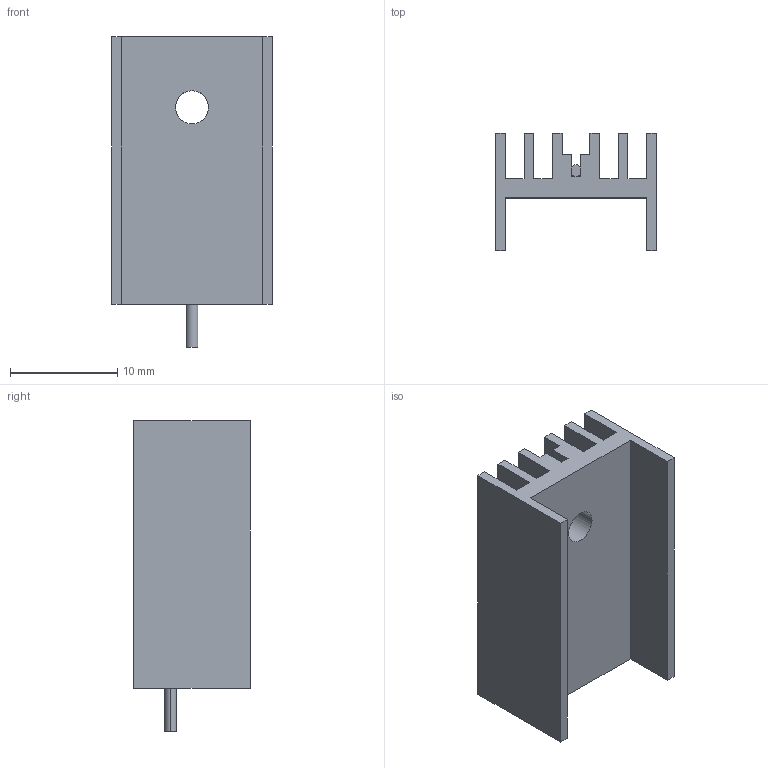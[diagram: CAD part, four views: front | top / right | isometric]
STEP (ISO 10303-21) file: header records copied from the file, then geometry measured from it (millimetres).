
FILE_DESCRIPTION (( 'STEP AP214' ), '1' );
FILE_NAME ('冓儰僗闉.STEP', '2022-12-30T11:29:06', ( '' ), ( '' ), 'SwSTEP 2.0', 'SolidWorks 2021', '' );
FILE_SCHEMA (( 'AUTOMOTIVE_DESIGN' ));
Length unit declared in the file: millimetre
Products named in the file (3): ________.STEP; Òðàíçèñòîð ñèëîâîé.STEP; 冓儰僗闉
Assembly tree (2 placements, depth 3):
  冓儰僗闉
    Òðàíçèñòîð ñèëîâîé.STEP
      ________.STEP
Bounding box: 15 x 10.91 x 29 mm (x, y, z)
Volume: 1552 mm3; surface area: 2755.2 mm2
Topology: 2 solids, 2 shells, 47 faces, 132 edges, 88 vertices
Faces by surface type: plane 43, cylinder 4
Entity records: 1607 total; most frequent: CARTESIAN_POINT 273, ORIENTED_EDGE 264, DIRECTION 254, EDGE_CURVE 132, VECTOR 116, LINE 116, VERTEX_POINT 88, AXIS2_PLACEMENT_3D 69
